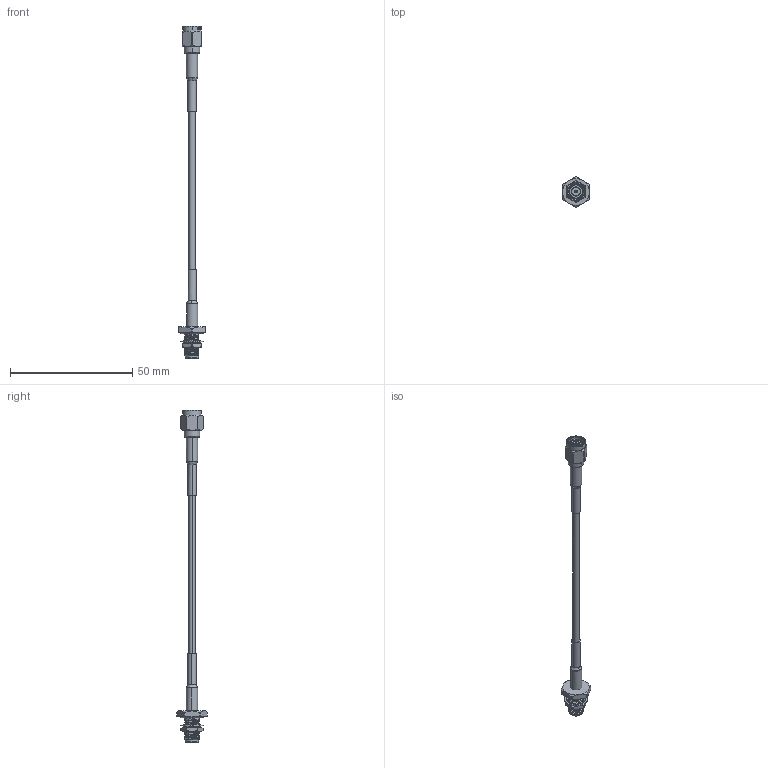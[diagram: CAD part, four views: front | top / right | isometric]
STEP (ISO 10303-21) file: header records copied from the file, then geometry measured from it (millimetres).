
FILE_DESCRIPTION (( 'STEP AP203' ), '1' );
FILE_NAME ('FMC0212315.step', '2019-02-25T16:20:04', ( '' ), ( '' ), 'SwSTEP 2.0', 'SolidWorks 2017', '' );
FILE_SCHEMA (( 'CONFIG_CONTROL_DESIGN' ));
Length unit declared in the file: inch
Products named in the file (5): SC7076; SC7059; Coax Cable_RG316; FMC0212315; HeatShrink^FMC0212315
Assembly tree (5 placements, depth 2):
  FMC0212315
    Coax Cable_RG316
    SC7059
    SC7076
    HeatShrink^FMC0212315  x2
Bounding box: 11 x 12.47 x 136 mm (x, y, z)
Volume: 2128.9 mm3; surface area: 3604.8 mm2
Topology: 9 solids, 9 shells, 2970 faces, 6532 edges, 3610 vertices
Faces by surface type: bspline 2142, cylinder 655, plane 110, cone 57, torus 6
Entity records: 136846 total; most frequent: CARTESIAN_POINT 94617, ORIENTED_EDGE 13028, EDGE_CURVE 6514, VERTEX_POINT 3598, DIRECTION 3066, EDGE_LOOP 3000, FACE_OUTER_BOUND 2962, ADVANCED_FACE 2962
